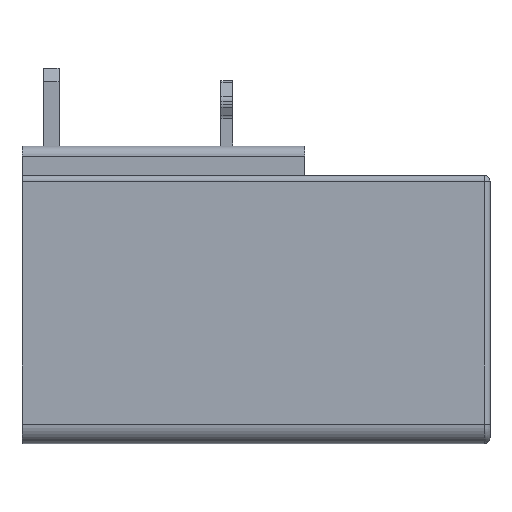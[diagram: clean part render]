
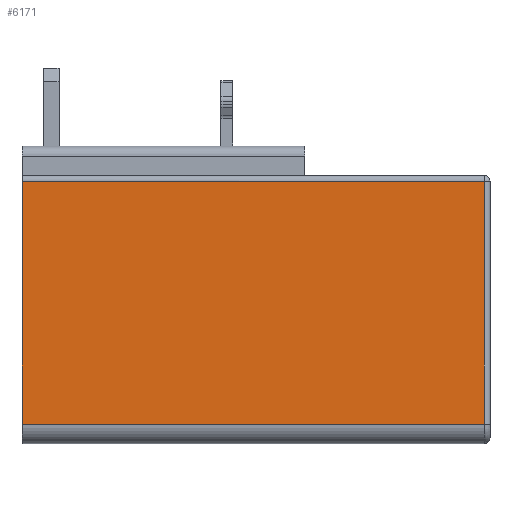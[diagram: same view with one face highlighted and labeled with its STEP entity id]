
A CAD part, left-side view. The second image highlights one B-rep face of the part: STEP entity #6171.
In plain terms, the highlighted planar face has unit normal (-1, 0, 0).
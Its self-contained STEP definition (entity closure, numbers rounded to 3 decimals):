
#2800=CARTESIAN_POINT('',(-7.7,7.6,-8.65));
#2801=VERTEX_POINT('',#2800);
#2809=CARTESIAN_POINT('',(-7.7,7.6,3.8));
#2810=VERTEX_POINT('',#2809);
#2811=CARTESIAN_POINT('',(-7.7,7.6,-8.65));
#2812=DIRECTION('',(0.,0.,1.));
#2813=VECTOR('',#2812,12.45);
#2814=LINE('',#2811,#2813);
#2815=EDGE_CURVE('',#2801,#2810,#2814,.T.);
#6141=CARTESIAN_POINT('',(-7.7,-4.4,-2.775));
#6142=DIRECTION('',(0.,0.,-1.));
#6143=DIRECTION('',(-1.,-0.,-0.));
#6144=AXIS2_PLACEMENT_3D('',#6141,#6143,#6142);
#6145=PLANE('',#6144);
#6146=CARTESIAN_POINT('',(-7.7,-16.1,-8.65));
#6147=VERTEX_POINT('',#6146);
#6148=CARTESIAN_POINT('',(-7.7,7.6,-8.65));
#6149=DIRECTION('',(0.,-1.,0.));
#6150=VECTOR('',#6149,23.7);
#6151=LINE('',#6148,#6150);
#6152=EDGE_CURVE('',#2801,#6147,#6151,.T.);
#6153=ORIENTED_EDGE('',*,*,#6152,.T.);
#6154=CARTESIAN_POINT('',(-7.7,-16.1,3.8));
#6155=VERTEX_POINT('',#6154);
#6156=CARTESIAN_POINT('',(-7.7,-16.1,-8.65));
#6157=DIRECTION('',(0.,0.,1.));
#6158=VECTOR('',#6157,12.45);
#6159=LINE('',#6156,#6158);
#6160=EDGE_CURVE('',#6147,#6155,#6159,.T.);
#6161=ORIENTED_EDGE('',*,*,#6160,.T.);
#6162=CARTESIAN_POINT('',(-7.7,-16.1,3.8));
#6163=DIRECTION('',(0.,1.,0.));
#6164=VECTOR('',#6163,23.7);
#6165=LINE('',#6162,#6164);
#6166=EDGE_CURVE('',#6155,#2810,#6165,.T.);
#6167=ORIENTED_EDGE('',*,*,#6166,.T.);
#6168=ORIENTED_EDGE('',*,*,#2815,.F.);
#6169=EDGE_LOOP('',(#6153,#6161,#6167,#6168));
#6170=FACE_OUTER_BOUND('',#6169,.T.);
#6171=ADVANCED_FACE('',(#6170),#6145,.T.);
